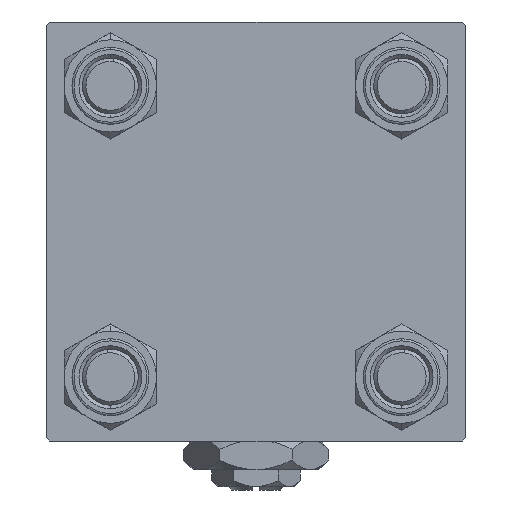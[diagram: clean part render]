
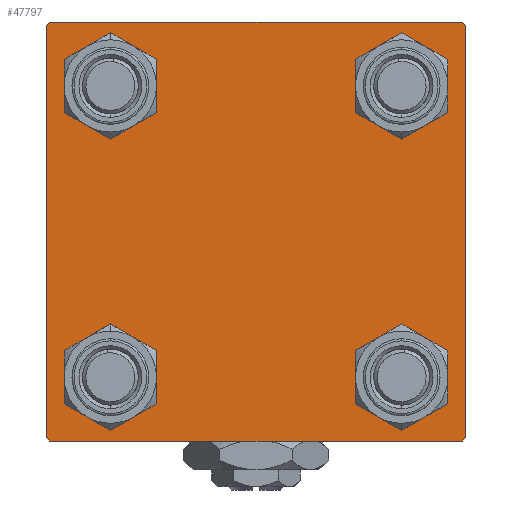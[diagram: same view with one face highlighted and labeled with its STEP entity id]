
A CAD part, left-side view. The second image highlights one B-rep face of the part: STEP entity #47797.
In plain terms, the highlighted planar face has unit normal (-1, 0, 0).
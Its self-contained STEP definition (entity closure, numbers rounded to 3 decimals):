
#35 = CARTESIAN_POINT ( 'NONE',  ( 0., 20.85, 20.85 ) ) ;
#790 = DIRECTION ( 'NONE',  ( 0., 0., 1. ) ) ;
#823 = DIRECTION ( 'NONE',  ( 0., 0., 1. ) ) ;
#1522 = AXIS2_PLACEMENT_3D ( 'NONE', #4002, #20815, #790 ) ;
#1540 = AXIS2_PLACEMENT_3D ( 'NONE', #5842, #1840, #30421 ) ;
#1840 = DIRECTION ( 'NONE',  ( 1., 0., 0. ) ) ;
#2001 = CARTESIAN_POINT ( 'NONE',  ( 0., 29.5, 30. ) ) ;
#2434 = VERTEX_POINT ( 'NONE', #17135 ) ;
#4002 = CARTESIAN_POINT ( 'NONE',  ( 0., -20.85, -20.85 ) ) ;
#4550 = DIRECTION ( 'NONE',  ( 1., 0., 0. ) ) ;
#4793 = EDGE_CURVE ( 'NONE', #46231, #43800, #13807, .T. ) ;
#4809 = CARTESIAN_POINT ( 'NONE',  ( 0., -30., 30. ) ) ;
#4868 = CARTESIAN_POINT ( 'NONE',  ( 0., 20.85, 25.35 ) ) ;
#4871 = AXIS2_PLACEMENT_3D ( 'NONE', #25228, #49524, #17454 ) ;
#5181 = LINE ( 'NONE', #42587, #42215 ) ;
#5363 = VERTEX_POINT ( 'NONE', #4868 ) ;
#5842 = CARTESIAN_POINT ( 'NONE',  ( 0., -20.85, -20.85 ) ) ;
#6760 = EDGE_CURVE ( 'NONE', #29930, #22248, #25816, .T. ) ;
#7232 = AXIS2_PLACEMENT_3D ( 'NONE', #11254, #12045, #23554 ) ;
#7323 = VERTEX_POINT ( 'NONE', #39206 ) ;
#7748 = CARTESIAN_POINT ( 'NONE',  ( 0., -29.75, 29.75 ) ) ;
#8014 = EDGE_CURVE ( 'NONE', #39855, #46231, #5181, .T. ) ;
#8115 = CIRCLE ( 'NONE', #7232, 4.5 ) ;
#8344 = EDGE_LOOP ( 'NONE', ( #9260, #22943 ) ) ;
#9260 = ORIENTED_EDGE ( 'NONE', *, *, #15280, .T. ) ;
#9344 = LINE ( 'NONE', #4809, #35460 ) ;
#10294 = CARTESIAN_POINT ( 'NONE',  ( 0., -20.85, 16.35 ) ) ;
#11254 = CARTESIAN_POINT ( 'NONE',  ( 0., -20.85, 20.85 ) ) ;
#11627 = CARTESIAN_POINT ( 'NONE',  ( 0., -29.5, 30. ) ) ;
#11769 = LINE ( 'NONE', #7748, #20359 ) ;
#11980 = ORIENTED_EDGE ( 'NONE', *, *, #31009, .T. ) ;
#12045 = DIRECTION ( 'NONE',  ( 1., 0., 0. ) ) ;
#12345 = CIRCLE ( 'NONE', #37941, 4.5 ) ;
#12442 = ORIENTED_EDGE ( 'NONE', *, *, #8014, .T. ) ;
#12603 = CIRCLE ( 'NONE', #1540, 4.5 ) ;
#12974 = EDGE_CURVE ( 'NONE', #29930, #37730, #42447, .T. ) ;
#13343 = CIRCLE ( 'NONE', #14183, 4.5 ) ;
#13807 = LINE ( 'NONE', #33310, #48207 ) ;
#14183 = AXIS2_PLACEMENT_3D ( 'NONE', #35, #4550, #823 ) ;
#14523 = PLANE ( 'NONE',  #18640 ) ;
#14642 = ORIENTED_EDGE ( 'NONE', *, *, #24902, .T. ) ;
#14728 = VERTEX_POINT ( 'NONE', #40270 ) ;
#15280 = EDGE_CURVE ( 'NONE', #24362, #19859, #40755, .T. ) ;
#15340 = ORIENTED_EDGE ( 'NONE', *, *, #42840, .T. ) ;
#15357 = VECTOR ( 'NONE', #34690, 1000. ) ;
#16360 = CARTESIAN_POINT ( 'NONE',  ( 0., -30., 29.5 ) ) ;
#16363 = CARTESIAN_POINT ( 'NONE',  ( 0., 20.85, -20.85 ) ) ;
#17135 = CARTESIAN_POINT ( 'NONE',  ( 0., 20.85, -25.35 ) ) ;
#17454 = DIRECTION ( 'NONE',  ( 0., 0., 1. ) ) ;
#17455 = EDGE_LOOP ( 'NONE', ( #48144, #11980 ) ) ;
#17815 = DIRECTION ( 'NONE',  ( 0., -0.707, 0.707 ) ) ;
#18281 = CARTESIAN_POINT ( 'NONE',  ( 0., 20.85, 16.35 ) ) ;
#18640 = AXIS2_PLACEMENT_3D ( 'NONE', #44200, #39357, #23876 ) ;
#19066 = FACE_BOUND ( 'NONE', #51597, .T. ) ;
#19809 = VERTEX_POINT ( 'NONE', #46808 ) ;
#19859 = VERTEX_POINT ( 'NONE', #45672 ) ;
#20359 = VECTOR ( 'NONE', #40349, 1000. ) ;
#20811 = CARTESIAN_POINT ( 'NONE',  ( 0., -20.85, -16.35 ) ) ;
#20815 = DIRECTION ( 'NONE',  ( 1., 0., 0. ) ) ;
#21086 = CIRCLE ( 'NONE', #4871, 4.5 ) ;
#21300 = ORIENTED_EDGE ( 'NONE', *, *, #43272, .T. ) ;
#22248 = VERTEX_POINT ( 'NONE', #38806 ) ;
#22294 = FACE_BOUND ( 'NONE', #8344, .T. ) ;
#22943 = ORIENTED_EDGE ( 'NONE', *, *, #37198, .T. ) ;
#23554 = DIRECTION ( 'NONE',  ( 0., 0., 1. ) ) ;
#23876 = DIRECTION ( 'NONE',  ( 0., 0., 1. ) ) ;
#24232 = CARTESIAN_POINT ( 'NONE',  ( 0., -20.85, 20.85 ) ) ;
#24237 = CIRCLE ( 'NONE', #31880, 4.5 ) ;
#24362 = VERTEX_POINT ( 'NONE', #20811 ) ;
#24902 = EDGE_CURVE ( 'NONE', #2434, #14728, #24237, .T. ) ;
#25013 = DIRECTION ( 'NONE',  ( 1., 0., 0. ) ) ;
#25228 = CARTESIAN_POINT ( 'NONE',  ( 0., 20.85, 20.85 ) ) ;
#25816 = LINE ( 'NONE', #50898, #35438 ) ;
#26197 = VECTOR ( 'NONE', #50698, 1000. ) ;
#26967 = EDGE_CURVE ( 'NONE', #19809, #28046, #12345, .T. ) ;
#27146 = AXIS2_PLACEMENT_3D ( 'NONE', #16363, #46034, #44980 ) ;
#28046 = VERTEX_POINT ( 'NONE', #10294 ) ;
#28645 = ORIENTED_EDGE ( 'NONE', *, *, #36959, .T. ) ;
#29930 = VERTEX_POINT ( 'NONE', #2001 ) ;
#30280 = DIRECTION ( 'NONE',  ( 0., -1., 0. ) ) ;
#30421 = DIRECTION ( 'NONE',  ( 0., 0., 1. ) ) ;
#30945 = CARTESIAN_POINT ( 'NONE',  ( 0., 29.75, -29.75 ) ) ;
#31009 = EDGE_CURVE ( 'NONE', #28046, #19809, #8115, .T. ) ;
#31880 = AXIS2_PLACEMENT_3D ( 'NONE', #34354, #50650, #46666 ) ;
#31938 = CARTESIAN_POINT ( 'NONE',  ( 0., 30., 30. ) ) ;
#33310 = CARTESIAN_POINT ( 'NONE',  ( 0., -29.75, -29.75 ) ) ;
#33409 = EDGE_CURVE ( 'NONE', #49907, #43800, #9344, .T. ) ;
#33868 = ORIENTED_EDGE ( 'NONE', *, *, #4793, .T. ) ;
#34113 = CARTESIAN_POINT ( 'NONE',  ( 0., -30., -29.5 ) ) ;
#34354 = CARTESIAN_POINT ( 'NONE',  ( 0., 20.85, -20.85 ) ) ;
#34530 = ORIENTED_EDGE ( 'NONE', *, *, #39199, .T. ) ;
#34690 = DIRECTION ( 'NONE',  ( 0., -0.707, -0.707 ) ) ;
#34849 = EDGE_CURVE ( 'NONE', #49553, #5363, #13343, .T. ) ;
#35438 = VECTOR ( 'NONE', #42111, 1000. ) ;
#35460 = VECTOR ( 'NONE', #49427, 1000. ) ;
#35613 = FACE_OUTER_BOUND ( 'NONE', #51788, .T. ) ;
#36959 = EDGE_CURVE ( 'NONE', #5363, #49553, #21086, .T. ) ;
#37016 = DIRECTION ( 'NONE',  ( 0., 0., 1. ) ) ;
#37105 = CARTESIAN_POINT ( 'NONE',  ( 0., -29.5, -30. ) ) ;
#37198 = EDGE_CURVE ( 'NONE', #19859, #24362, #12603, .T. ) ;
#37730 = VERTEX_POINT ( 'NONE', #11627 ) ;
#37941 = AXIS2_PLACEMENT_3D ( 'NONE', #24232, #25013, #37016 ) ;
#38806 = CARTESIAN_POINT ( 'NONE',  ( 0., 30., 29.5 ) ) ;
#38962 = LINE ( 'NONE', #30945, #15357 ) ;
#39199 = EDGE_CURVE ( 'NONE', #49907, #37730, #11769, .T. ) ;
#39206 = CARTESIAN_POINT ( 'NONE',  ( 0., 30., -29.5 ) ) ;
#39357 = DIRECTION ( 'NONE',  ( -1., 0., 0. ) ) ;
#39855 = VERTEX_POINT ( 'NONE', #40771 ) ;
#40270 = CARTESIAN_POINT ( 'NONE',  ( 0., 20.85, -16.35 ) ) ;
#40349 = DIRECTION ( 'NONE',  ( 0., 0.707, 0.707 ) ) ;
#40755 = CIRCLE ( 'NONE', #1522, 4.5 ) ;
#40771 = CARTESIAN_POINT ( 'NONE',  ( 0., 29.5, -30. ) ) ;
#42111 = DIRECTION ( 'NONE',  ( 0., 0.707, -0.707 ) ) ;
#42187 = ORIENTED_EDGE ( 'NONE', *, *, #33409, .F. ) ;
#42215 = VECTOR ( 'NONE', #30280, 1000. ) ;
#42447 = LINE ( 'NONE', #50966, #26197 ) ;
#42587 = CARTESIAN_POINT ( 'NONE',  ( 0., 30., -30. ) ) ;
#42840 = EDGE_CURVE ( 'NONE', #7323, #39855, #38962, .T. ) ;
#43272 = EDGE_CURVE ( 'NONE', #22248, #7323, #51979, .T. ) ;
#43726 = DIRECTION ( 'NONE',  ( 0., 0., -1. ) ) ;
#43800 = VERTEX_POINT ( 'NONE', #34113 ) ;
#44200 = CARTESIAN_POINT ( 'NONE',  ( 0., 0., 0. ) ) ;
#44319 = EDGE_CURVE ( 'NONE', #14728, #2434, #50176, .T. ) ;
#44980 = DIRECTION ( 'NONE',  ( 0., 0., 1. ) ) ;
#45672 = CARTESIAN_POINT ( 'NONE',  ( 0., -20.85, -25.35 ) ) ;
#46034 = DIRECTION ( 'NONE',  ( 1., 0., 0. ) ) ;
#46231 = VERTEX_POINT ( 'NONE', #37105 ) ;
#46622 = FACE_BOUND ( 'NONE', #17455, .T. ) ;
#46666 = DIRECTION ( 'NONE',  ( 0., 0., 1. ) ) ;
#46808 = CARTESIAN_POINT ( 'NONE',  ( 0., -20.85, 25.35 ) ) ;
#47797 = ADVANCED_FACE ( 'NONE', ( #46622, #22294, #19066, #51128, #35613 ), #14523, .T. ) ;
#48144 = ORIENTED_EDGE ( 'NONE', *, *, #26967, .T. ) ;
#48207 = VECTOR ( 'NONE', #17815, 1000. ) ;
#48367 = EDGE_LOOP ( 'NONE', ( #28645, #50179 ) ) ;
#48572 = ORIENTED_EDGE ( 'NONE', *, *, #44319, .T. ) ;
#49240 = ORIENTED_EDGE ( 'NONE', *, *, #12974, .F. ) ;
#49298 = VECTOR ( 'NONE', #43726, 1000. ) ;
#49427 = DIRECTION ( 'NONE',  ( 0., 0., -1. ) ) ;
#49524 = DIRECTION ( 'NONE',  ( 1., 0., 0. ) ) ;
#49553 = VERTEX_POINT ( 'NONE', #18281 ) ;
#49907 = VERTEX_POINT ( 'NONE', #16360 ) ;
#50176 = CIRCLE ( 'NONE', #27146, 4.5 ) ;
#50179 = ORIENTED_EDGE ( 'NONE', *, *, #34849, .T. ) ;
#50650 = DIRECTION ( 'NONE',  ( 1., 0., 0. ) ) ;
#50698 = DIRECTION ( 'NONE',  ( 0., -1., 0. ) ) ;
#50898 = CARTESIAN_POINT ( 'NONE',  ( 0., 29.75, 29.75 ) ) ;
#50966 = CARTESIAN_POINT ( 'NONE',  ( 0., 30., 30. ) ) ;
#51128 = FACE_BOUND ( 'NONE', #48367, .T. ) ;
#51597 = EDGE_LOOP ( 'NONE', ( #48572, #14642 ) ) ;
#51788 = EDGE_LOOP ( 'NONE', ( #21300, #15340, #12442, #33868, #42187, #34530, #49240, #52201 ) ) ;
#51979 = LINE ( 'NONE', #31938, #49298 ) ;
#52201 = ORIENTED_EDGE ( 'NONE', *, *, #6760, .T. ) ;
